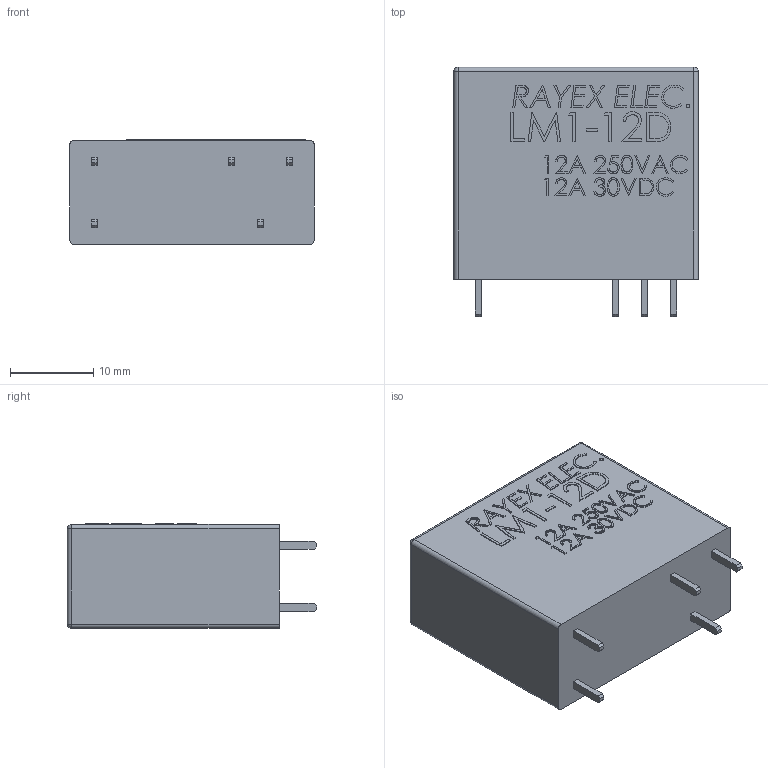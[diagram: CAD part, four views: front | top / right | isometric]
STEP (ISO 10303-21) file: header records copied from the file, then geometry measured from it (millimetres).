
FILE_DESCRIPTION (( 'STEP AP214' ), '1' );
FILE_NAME ('User Library-RelayLM1-12D_H25_5mm.STEP', '2022-09-01T20:16:13', ( '' ), ( '' ), 'SwSTEP 2.0', 'SolidWorks 2022', '' );
FILE_SCHEMA (( 'AUTOMOTIVE_DESIGN' ));
Length unit declared in the file: millimetre
Products named in the file (3): User Library-RelayLM1-12D_H25_5mm; RelayBody; RelayPin
Assembly tree (6 placements, depth 2):
  User Library-RelayLM1-12D_H25_5mm
    RelayBody
    RelayPin  x5
Bounding box: 29.4 x 30 x 12.6 mm (x, y, z)
Volume: 9377.5 mm3; surface area: 2953.6 mm2
Topology: 6 solids, 6 shells, 451 faces, 1175 edges, 776 vertices
Faces by surface type: plane 320, bspline 115, cylinder 10, sphere 4, torus 2
Entity records: 24238 total; most frequent: CARTESIAN_POINT 10010, ORIENTED_EDGE 2198, DIRECTION 1519, EDGE_CURVE 1099, VECTOR 845, LINE 845, VERTEX_POINT 728, EDGE_LOOP 463
